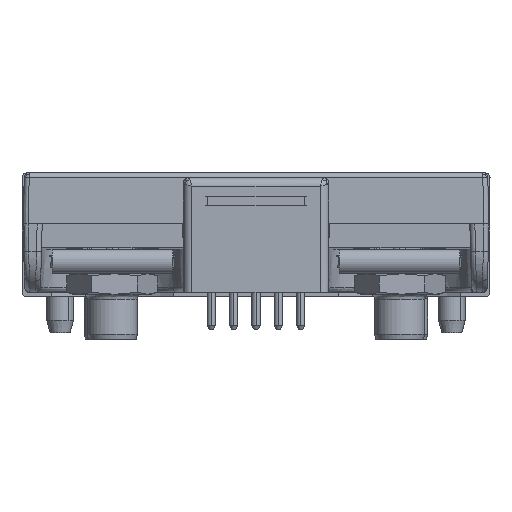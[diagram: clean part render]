
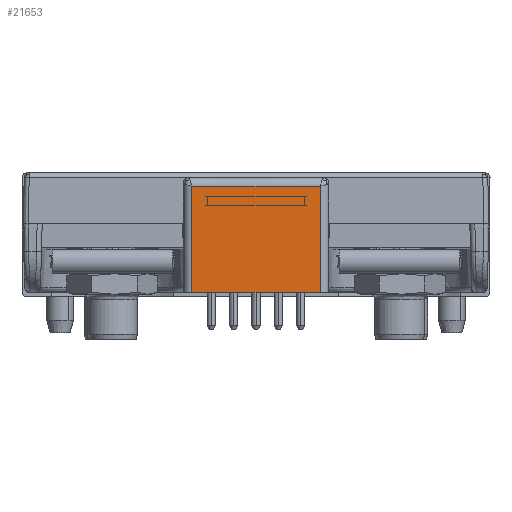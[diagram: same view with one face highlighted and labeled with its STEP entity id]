
A CAD part, left-side view. The second image highlights one B-rep face of the part: STEP entity #21653.
In plain terms, the highlighted planar face has unit normal (-1, 0, 0).
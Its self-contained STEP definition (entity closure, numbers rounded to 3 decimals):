
#2031 = VECTOR ( 'NONE', #82129, 1000. ) ;
#3752 = VERTEX_POINT ( 'NONE', #35134 ) ;
#5638 = ORIENTED_EDGE ( 'NONE', *, *, #93321, .F. ) ;
#10745 = CARTESIAN_POINT ( 'NONE',  ( -217.35, -26.033, -0.263 ) ) ;
#13911 = DIRECTION ( 'NONE',  ( 0., 0., -1. ) ) ;
#15865 = VERTEX_POINT ( 'NONE', #25350 ) ;
#16375 = CARTESIAN_POINT ( 'NONE',  ( -217.35, -35.79, -5.642 ) ) ;
#21653 = ADVANCED_FACE ( 'NONE', ( #86151 ), #66987, .F. ) ;
#24099 = AXIS2_PLACEMENT_3D ( 'NONE', #75294, #82668, #13911 ) ;
#24423 = EDGE_CURVE ( 'NONE', #54148, #3752, #90415, .T. ) ;
#25350 = CARTESIAN_POINT ( 'NONE',  ( -217.35, -26.033, 2.426 ) ) ;
#27304 = EDGE_CURVE ( 'NONE', #72966, #15865, #42015, .T. ) ;
#28037 = CARTESIAN_POINT ( 'NONE',  ( -217.35, -35.79, -5.642 ) ) ;
#30035 = CARTESIAN_POINT ( 'NONE',  ( -217.35, -29.285, -5.642 ) ) ;
#35134 = CARTESIAN_POINT ( 'NONE',  ( -217.35, -26.033, -5.642 ) ) ;
#42015 = LINE ( 'NONE', #65009, #72870 ) ;
#43299 = CARTESIAN_POINT ( 'NONE',  ( -217.35, -26.033, -5.642 ) ) ;
#48820 = DIRECTION ( 'NONE',  ( 0., 1., 0. ) ) ;
#54148 = VERTEX_POINT ( 'NONE', #16375 ) ;
#54336 = EDGE_CURVE ( 'NONE', #15865, #3752, #94561, .T. ) ;
#55205 = ORIENTED_EDGE ( 'NONE', *, *, #27304, .T. ) ;
#64112 = EDGE_LOOP ( 'NONE', ( #64863, #95576, #5638, #55205 ) ) ;
#64863 = ORIENTED_EDGE ( 'NONE', *, *, #54336, .T. ) ;
#65009 = CARTESIAN_POINT ( 'NONE',  ( -217.35, -30.911, 2.426 ) ) ;
#66987 = PLANE ( 'NONE',  #24099 ) ;
#72870 = VECTOR ( 'NONE', #48820, 1000. ) ;
#72966 = VERTEX_POINT ( 'NONE', #80411 ) ;
#75294 = CARTESIAN_POINT ( 'NONE',  ( -217.35, -35.79, 2.426 ) ) ;
#79044 = CARTESIAN_POINT ( 'NONE',  ( -217.35, -26.033, -2.952 ) ) ;
#80411 = CARTESIAN_POINT ( 'NONE',  ( -217.35, -35.79, 2.426 ) ) ;
#81180 = CARTESIAN_POINT ( 'NONE',  ( -217.35, -32.538, -5.642 ) ) ;
#82129 = DIRECTION ( 'NONE',  ( 0., 0., -1. ) ) ;
#82668 = DIRECTION ( 'NONE',  ( 1., 0., 0. ) ) ;
#86151 = FACE_OUTER_BOUND ( 'NONE', #64112, .T. ) ;
#87074 = CARTESIAN_POINT ( 'NONE',  ( -217.35, -26.033, 2.426 ) ) ;
#90387 = CARTESIAN_POINT ( 'NONE',  ( -217.35, -35.79, -1.632 ) ) ;
#90415 = B_SPLINE_CURVE_WITH_KNOTS ( 'NONE', 3,
 ( #28037, #81180, #30035, #43299 ),
 .UNSPECIFIED., .F., .F.,
 ( 4, 4 ),
 ( 0., 1. ),
 .UNSPECIFIED. ) ;
#93321 = EDGE_CURVE ( 'NONE', #72966, #54148, #98211, .T. ) ;
#94363 = CARTESIAN_POINT ( 'NONE',  ( -217.35, -26.033, -5.642 ) ) ;
#94561 = B_SPLINE_CURVE_WITH_KNOTS ( 'NONE', 3,
 ( #87074, #10745, #79044, #94363 ),
 .UNSPECIFIED., .F., .F.,
 ( 4, 4 ),
 ( 0., 1. ),
 .UNSPECIFIED. ) ;
#95576 = ORIENTED_EDGE ( 'NONE', *, *, #24423, .F. ) ;
#98211 = LINE ( 'NONE', #90387, #2031 ) ;
